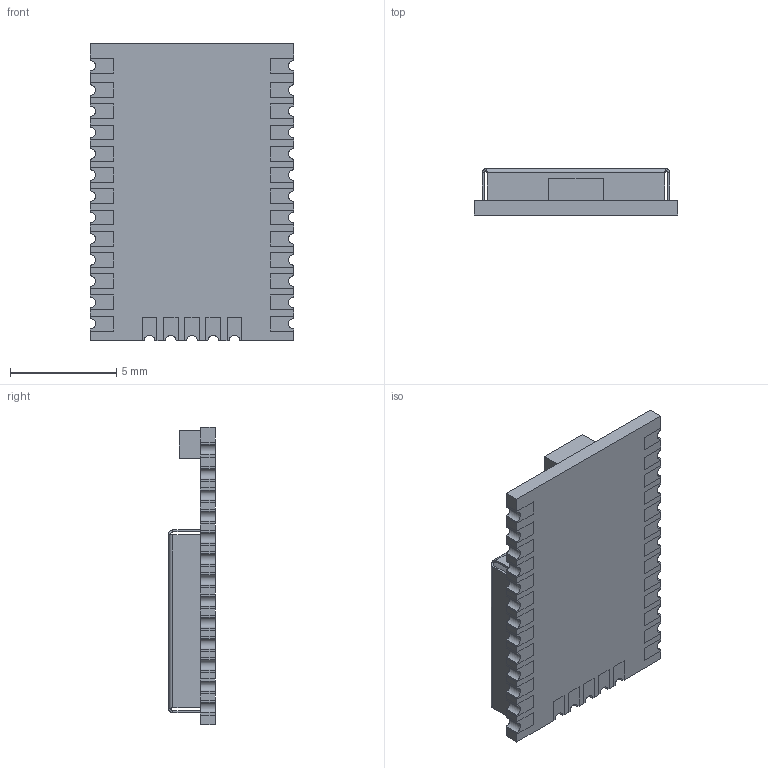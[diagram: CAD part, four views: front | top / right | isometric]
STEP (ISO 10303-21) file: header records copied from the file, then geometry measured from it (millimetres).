
FILE_DESCRIPTION(('STEP AP214'),'2;1');
FILE_NAME('Open CASCADE Shape Model','2021-03-04T17:35:05',(''),(''), 'Open CASCADE STEP processor 7.6','SolidWorks 2017','Unknown');
FILE_SCHEMA(('AUTOMOTIVE_DESIGN_CC2 { 1 2 10303 214 -1 1 5 4 }'));
Length unit declared in the file: millimetre
Products named in the file (35): L96; SOLID
Assembly tree (34 placements, depth 2):
  L96
    SOLID
    SOLID
    SOLID
    SOLID
    SOLID
    SOLID
    SOLID
    SOLID
    SOLID
    SOLID
    SOLID
    SOLID
    SOLID
    SOLID
    SOLID
    SOLID
    SOLID
    SOLID
    SOLID
    SOLID
    SOLID
    SOLID
    SOLID
    SOLID
    SOLID
    SOLID
    SOLID
    SOLID
    SOLID
    SOLID
    SOLID
    SOLID
    SOLID
    SOLID
Bounding box: 9.6 x 2.2 x 14 mm (x, y, z)
Volume: 107.3 mm3; surface area: 656.1 mm2
Topology: 34 solids, 34 shells, 546 faces, 1278 edges, 800 vertices
Faces by surface type: plane 437, cylinder 101, bspline 8
Entity records: 16668 total; most frequent: CARTESIAN_POINT 3003, DIRECTION 2594, ORIENTED_EDGE 2556, EDGE_CURVE 1278, LINE 1076, VECTOR 1076, VERTEX_POINT 800, AXIS2_PLACEMENT_3D 759
